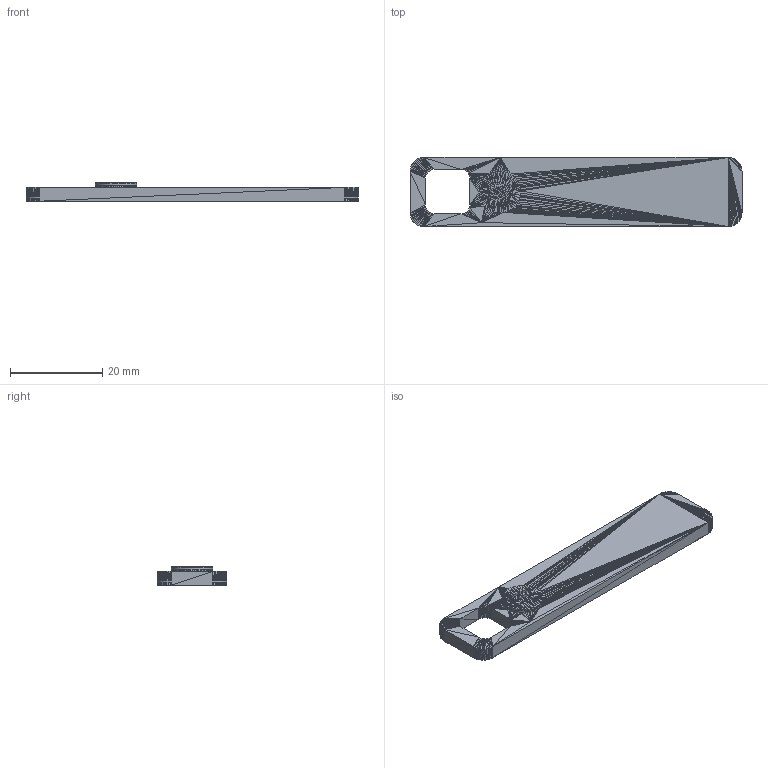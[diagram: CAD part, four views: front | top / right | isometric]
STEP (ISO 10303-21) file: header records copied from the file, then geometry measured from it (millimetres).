
FILE_DESCRIPTION((''),'2;1');
FILE_NAME('square', '2025-05-09T05:54:45', (''), (''), 'ImageToStl.com STEP Converter','', '');
FILE_SCHEMA(('AUTOMOTIVE_DESIGN_CC2'));
Length unit declared in the file: metre
Products named in the file (1): product0
Bounding box: 72 x 15 x 4 mm (x, y, z)
Surface area: 2641.1 mm2 (no closed solid volume)
Topology: 0 solids, 1234 shells, 1234 faces, 3702 edges, 617 vertices
Faces by surface type: plane 1234
Entity records: 28410 total; most frequent: DIRECTION 6172, ORIENTED_EDGE 3702, EDGE_CURVE 3702, LINE 3702, VECTOR 3702, AXIS2_PLACEMENT_3D 1235, FACE_SURFACE 1234, PLANE 1234
